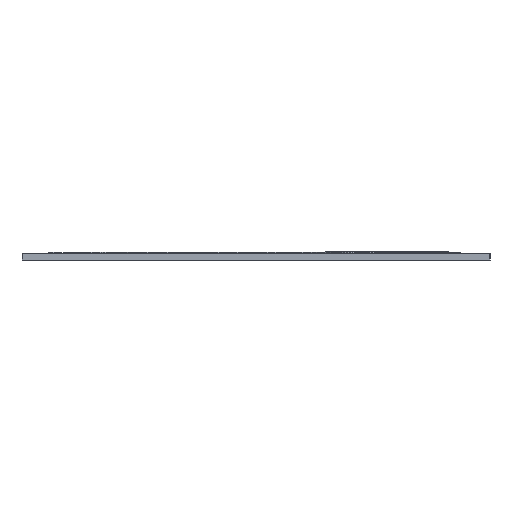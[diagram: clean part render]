
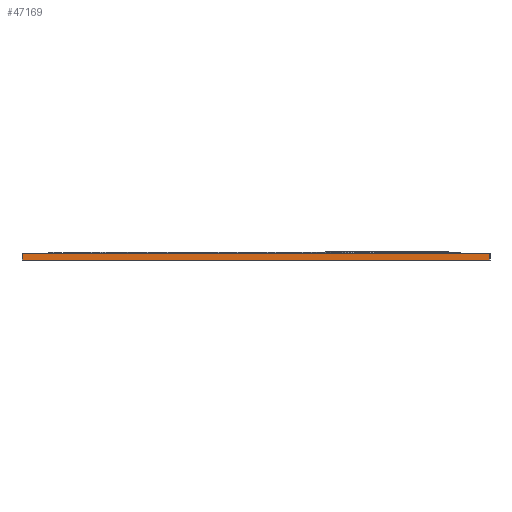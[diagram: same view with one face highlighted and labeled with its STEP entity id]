
A CAD part, front view. The second image highlights one B-rep face of the part: STEP entity #47169.
In plain terms, the highlighted planar face has unit normal (0, -1, 0).
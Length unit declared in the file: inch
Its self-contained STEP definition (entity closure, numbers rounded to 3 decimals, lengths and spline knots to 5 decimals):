
#2107 = CARTESIAN_POINT ( 'NONE',  ( 2.155, 0., 0.06 ) ) ;
#5038 = FACE_OUTER_BOUND ( 'NONE', #51538, .T. ) ;
#5346 = ORIENTED_EDGE ( 'NONE', *, *, #99301, .F. ) ;
#16537 = DIRECTION ( 'NONE',  ( 1., 0., 0. ) ) ;
#18742 = CARTESIAN_POINT ( 'NONE',  ( -2.16, 0., 0.06 ) ) ;
#22613 = VERTEX_POINT ( 'NONE', #85614 ) ;
#23530 = CARTESIAN_POINT ( 'NONE',  ( -2.16, 0., 0. ) ) ;
#25815 = EDGE_CURVE ( 'NONE', #111393, #22613, #81168, .T. ) ;
#30021 = EDGE_CURVE ( 'NONE', #132958, #106385, #142939, .T. ) ;
#31823 = VECTOR ( 'NONE', #144761, 39.37008 ) ;
#32181 = ORIENTED_EDGE ( 'NONE', *, *, #25815, .T. ) ;
#36814 = ORIENTED_EDGE ( 'NONE', *, *, #84787, .T. ) ;
#45490 = LINE ( 'NONE', #85563, #100204 ) ;
#47169 = ADVANCED_FACE ( 'NONE', ( #5038 ), #75470, .F. ) ;
#51538 = EDGE_LOOP ( 'NONE', ( #36814, #106666, #5346, #32181 ) ) ;
#53761 = DIRECTION ( 'NONE',  ( 0., 0., 1. ) ) ;
#75470 = PLANE ( 'NONE',  #143746 ) ;
#75502 = LINE ( 'NONE', #23530, #112705 ) ;
#81168 = LINE ( 'NONE', #144266, #31823 ) ;
#84787 = EDGE_CURVE ( 'NONE', #22613, #132958, #75502, .T. ) ;
#85563 = CARTESIAN_POINT ( 'NONE',  ( -2.16, 0., 0.06 ) ) ;
#85614 = CARTESIAN_POINT ( 'NONE',  ( -2.155, 0., 0. ) ) ;
#99301 = EDGE_CURVE ( 'NONE', #111393, #106385, #45490, .T. ) ;
#100204 = VECTOR ( 'NONE', #117767, 39.37008 ) ;
#102270 = VECTOR ( 'NONE', #102468, 39.37008 ) ;
#102468 = DIRECTION ( 'NONE',  ( 0., 0., 1. ) ) ;
#106385 = VERTEX_POINT ( 'NONE', #2107 ) ;
#106666 = ORIENTED_EDGE ( 'NONE', *, *, #30021, .T. ) ;
#111393 = VERTEX_POINT ( 'NONE', #125680 ) ;
#112705 = VECTOR ( 'NONE', #16537, 39.37008 ) ;
#117767 = DIRECTION ( 'NONE',  ( 1., 0., 0. ) ) ;
#121236 = CARTESIAN_POINT ( 'NONE',  ( 2.155, 0., 0. ) ) ;
#125680 = CARTESIAN_POINT ( 'NONE',  ( -2.155, 0., 0.06 ) ) ;
#132958 = VERTEX_POINT ( 'NONE', #121236 ) ;
#136011 = CARTESIAN_POINT ( 'NONE',  ( 2.155, 0., 0.06 ) ) ;
#142939 = LINE ( 'NONE', #136011, #102270 ) ;
#143746 = AXIS2_PLACEMENT_3D ( 'NONE', #18742, #144188, #53761 ) ;
#144188 = DIRECTION ( 'NONE',  ( 0., 1., 0. ) ) ;
#144266 = CARTESIAN_POINT ( 'NONE',  ( -2.155, 0., 0.06 ) ) ;
#144761 = DIRECTION ( 'NONE',  ( 0., 0., -1. ) ) ;
